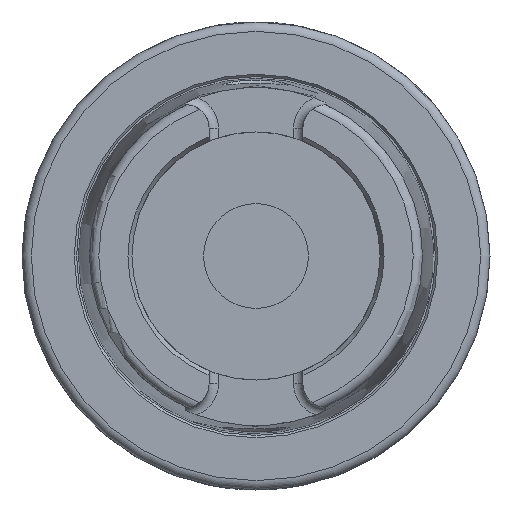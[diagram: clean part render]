
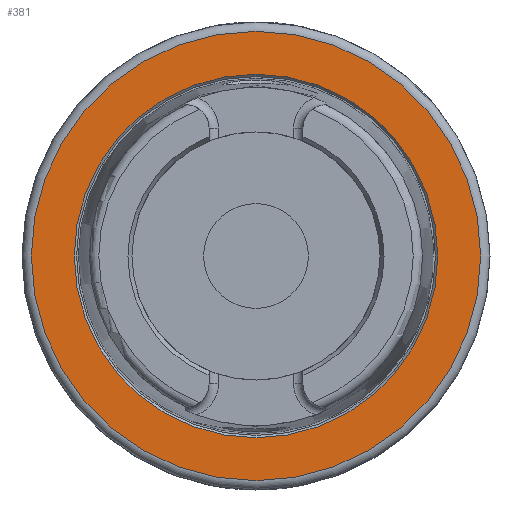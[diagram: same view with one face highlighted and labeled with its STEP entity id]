
A CAD part, left-side view. The second image highlights one B-rep face of the part: STEP entity #381.
In plain terms, the highlighted planar face has unit normal (-1, 0, 0).
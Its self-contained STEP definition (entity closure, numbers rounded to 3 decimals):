
#381 = ADVANCED_FACE( '', ( #827, #828 ), #829, .T. );
#827 = FACE_OUTER_BOUND( '', #1337, .T. );
#828 = FACE_BOUND( '', #1338, .T. );
#829 = PLANE( '', #1339 );
#1337 = EDGE_LOOP( '', ( #2394 ) );
#1338 = EDGE_LOOP( '', ( #2395 ) );
#1339 = AXIS2_PLACEMENT_3D( '', #2396, #2397, #2398 );
#2394 = ORIENTED_EDGE( '', *, *, #2783, .T. );
#2395 = ORIENTED_EDGE( '', *, *, #2870, .F. );
#2396 = CARTESIAN_POINT( '', ( -13.57, 0., 50. ) );
#2397 = DIRECTION( '', ( -1., 0., 0. ) );
#2398 = DIRECTION( '', ( 0., 0., 1. ) );
#2783 = EDGE_CURVE( '', #3345, #3345, #3346, .T. );
#2870 = EDGE_CURVE( '', #3478, #3478, #3479, .T. );
#3345 = VERTEX_POINT( '', #4407 );
#3346 = CIRCLE( '', #4408, 48. );
#3478 = VERTEX_POINT( '', #4886 );
#3479 = CIRCLE( '', #4887, 38.838 );
#4407 = CARTESIAN_POINT( '', ( -13.57, 0., 48. ) );
#4408 = AXIS2_PLACEMENT_3D( '', #5639, #5640, #5641 );
#4886 = CARTESIAN_POINT( '', ( -13.57, 0., 38.838 ) );
#4887 = AXIS2_PLACEMENT_3D( '', #5749, #5750, #5751 );
#5639 = CARTESIAN_POINT( '', ( -13.57, 0., 0. ) );
#5640 = DIRECTION( '', ( -1., 0., 0. ) );
#5641 = DIRECTION( '', ( 0., 0., 1. ) );
#5749 = CARTESIAN_POINT( '', ( -13.57, 0., 0. ) );
#5750 = DIRECTION( '', ( -1., 0., 0. ) );
#5751 = DIRECTION( '', ( 0., 0., 1. ) );
